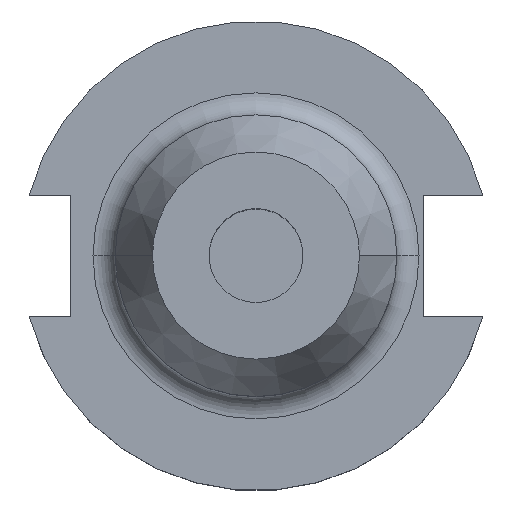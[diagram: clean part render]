
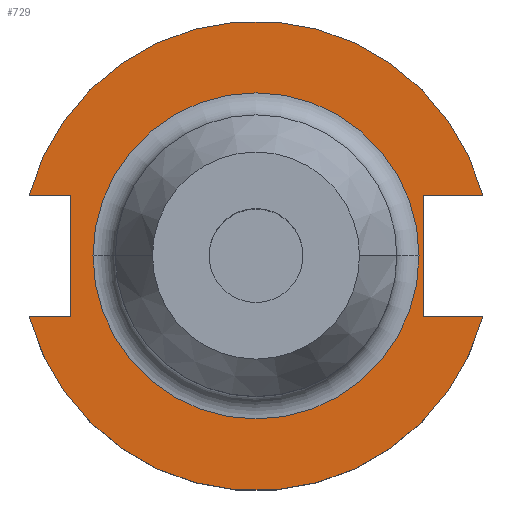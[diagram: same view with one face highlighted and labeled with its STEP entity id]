
A CAD part, top view. The second image highlights one B-rep face of the part: STEP entity #729.
In plain terms, the highlighted planar face has unit normal (0, 0, 1).
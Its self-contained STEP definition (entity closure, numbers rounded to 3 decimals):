
#25 = VERTEX_POINT ( 'NONE', #1000 ) ;
#34 = DIRECTION ( 'NONE',  ( -1., 0., 0. ) ) ;
#43 = CARTESIAN_POINT ( 'NONE',  ( 22.606, -8.192, 19.05 ) ) ;
#61 = CARTESIAN_POINT ( 'NONE',  ( -61.091, 8.191, 19.05 ) ) ;
#66 = VERTEX_POINT ( 'NONE', #919 ) ;
#74 = AXIS2_PLACEMENT_3D ( 'NONE', #939, #97, #329 ) ;
#94 = VERTEX_POINT ( 'NONE', #1025 ) ;
#97 = DIRECTION ( 'NONE',  ( 0., 0., -1. ) ) ;
#101 = DIRECTION ( 'NONE',  ( -1., 0., 0. ) ) ;
#106 = CARTESIAN_POINT ( 'NONE',  ( -61.091, -8.192, 19.05 ) ) ;
#111 = CARTESIAN_POINT ( 'NONE',  ( -30.675, 8.191, 19.05 ) ) ;
#116 = LINE ( 'NONE', #61, #1504 ) ;
#119 = CARTESIAN_POINT ( 'NONE',  ( 58.606, 8.191, 19.05 ) ) ;
#173 = LINE ( 'NONE', #1051, #1160 ) ;
#181 = ORIENTED_EDGE ( 'NONE', *, *, #1041, .T. ) ;
#183 = EDGE_CURVE ( 'NONE', #66, #635, #693, .T. ) ;
#193 = DIRECTION ( 'NONE',  ( 1., 0., 0. ) ) ;
#205 = LINE ( 'NONE', #268, #304 ) ;
#231 = ORIENTED_EDGE ( 'NONE', *, *, #377, .T. ) ;
#268 = CARTESIAN_POINT ( 'NONE',  ( -25.091, 8.191, 19.05 ) ) ;
#288 = DIRECTION ( 'NONE',  ( 0., -1., 0. ) ) ;
#297 = EDGE_CURVE ( 'NONE', #94, #635, #205, .T. ) ;
#304 = VECTOR ( 'NONE', #288, 1000. ) ;
#307 = DIRECTION ( 'NONE',  ( 0., 0., 1. ) ) ;
#310 = CARTESIAN_POINT ( 'NONE',  ( 30.675, -8.191, 19.05 ) ) ;
#319 = AXIS2_PLACEMENT_3D ( 'NONE', #583, #956, #101 ) ;
#329 = DIRECTION ( 'NONE',  ( -1., 0., 0. ) ) ;
#338 = ORIENTED_EDGE ( 'NONE', *, *, #297, .T. ) ;
#344 = ORIENTED_EDGE ( 'NONE', *, *, #1310, .T. ) ;
#357 = VERTEX_POINT ( 'NONE', #43 ) ;
#373 = VERTEX_POINT ( 'NONE', #1433 ) ;
#377 = EDGE_CURVE ( 'NONE', #1351, #1327, #412, .T. ) ;
#384 = CIRCLE ( 'NONE', #1087, 31.75 ) ;
#410 = ORIENTED_EDGE ( 'NONE', *, *, #464, .T. ) ;
#412 = CIRCLE ( 'NONE', #1065, 31.75 ) ;
#464 = EDGE_CURVE ( 'NONE', #680, #25, #748, .T. ) ;
#470 = VECTOR ( 'NONE', #34, 1000. ) ;
#530 = FACE_OUTER_BOUND ( 'NONE', #751, .T. ) ;
#551 = EDGE_CURVE ( 'NONE', #1472, #357, #826, .T. ) ;
#561 = CARTESIAN_POINT ( 'NONE',  ( -25.091, -8.192, 19.05 ) ) ;
#583 = CARTESIAN_POINT ( 'NONE',  ( 0., 0., 19.05 ) ) ;
#591 = LINE ( 'NONE', #119, #1324 ) ;
#596 = ORIENTED_EDGE ( 'NONE', *, *, #183, .F. ) ;
#604 = EDGE_LOOP ( 'NONE', ( #410, #344 ) ) ;
#635 = VERTEX_POINT ( 'NONE', #561 ) ;
#660 = DIRECTION ( 'NONE',  ( 1., 0., 0. ) ) ;
#680 = VERTEX_POINT ( 'NONE', #1141 ) ;
#693 = LINE ( 'NONE', #106, #763 ) ;
#713 = DIRECTION ( 'NONE',  ( 1., 0., 0. ) ) ;
#714 = CARTESIAN_POINT ( 'NONE',  ( 30.675, 8.191, 19.05 ) ) ;
#729 = ADVANCED_FACE ( 'NONE', ( #1322, #530 ), #1283, .F. ) ;
#748 = CIRCLE ( 'NONE', #1287, 22.05 ) ;
#751 = EDGE_LOOP ( 'NONE', ( #338, #596, #834, #1003, #1508, #1083, #231, #181 ) ) ;
#763 = VECTOR ( 'NONE', #713, 1000. ) ;
#809 = CIRCLE ( 'NONE', #319, 22.05 ) ;
#826 = LINE ( 'NONE', #1122, #470 ) ;
#834 = ORIENTED_EDGE ( 'NONE', *, *, #1082, .T. ) ;
#844 = DIRECTION ( 'NONE',  ( 0., 0., -1. ) ) ;
#887 = EDGE_CURVE ( 'NONE', #1351, #373, #591, .T. ) ;
#919 = CARTESIAN_POINT ( 'NONE',  ( -30.675, -8.192, 19.05 ) ) ;
#939 = CARTESIAN_POINT ( 'NONE',  ( 0., 19.05, 19.05 ) ) ;
#956 = DIRECTION ( 'NONE',  ( 0., 0., -1. ) ) ;
#957 = DIRECTION ( 'NONE',  ( -1., 0., 0. ) ) ;
#968 = DIRECTION ( 'NONE',  ( -1., 0., 0. ) ) ;
#1000 = CARTESIAN_POINT ( 'NONE',  ( 22.05, 0., 19.05 ) ) ;
#1003 = ORIENTED_EDGE ( 'NONE', *, *, #551, .T. ) ;
#1017 = CARTESIAN_POINT ( 'NONE',  ( 0., 0., 19.05 ) ) ;
#1025 = CARTESIAN_POINT ( 'NONE',  ( -25.091, 8.191, 19.05 ) ) ;
#1041 = EDGE_CURVE ( 'NONE', #1327, #94, #116, .T. ) ;
#1051 = CARTESIAN_POINT ( 'NONE',  ( 22.606, 19.05, 19.05 ) ) ;
#1065 = AXIS2_PLACEMENT_3D ( 'NONE', #1017, #1354, #660 ) ;
#1082 = EDGE_CURVE ( 'NONE', #66, #1472, #384, .T. ) ;
#1083 = ORIENTED_EDGE ( 'NONE', *, *, #887, .F. ) ;
#1087 = AXIS2_PLACEMENT_3D ( 'NONE', #1482, #307, #193 ) ;
#1122 = CARTESIAN_POINT ( 'NONE',  ( 58.606, -8.192, 19.05 ) ) ;
#1141 = CARTESIAN_POINT ( 'NONE',  ( -22.05, 0., 19.05 ) ) ;
#1160 = VECTOR ( 'NONE', #1278, 1000. ) ;
#1278 = DIRECTION ( 'NONE',  ( 0., -1., 0. ) ) ;
#1283 = PLANE ( 'NONE',  #74 ) ;
#1287 = AXIS2_PLACEMENT_3D ( 'NONE', #1520, #844, #957 ) ;
#1310 = EDGE_CURVE ( 'NONE', #25, #680, #809, .T. ) ;
#1322 = FACE_BOUND ( 'NONE', #604, .T. ) ;
#1324 = VECTOR ( 'NONE', #968, 1000. ) ;
#1327 = VERTEX_POINT ( 'NONE', #111 ) ;
#1351 = VERTEX_POINT ( 'NONE', #714 ) ;
#1354 = DIRECTION ( 'NONE',  ( 0., 0., 1. ) ) ;
#1373 = DIRECTION ( 'NONE',  ( 1., 0., 0. ) ) ;
#1433 = CARTESIAN_POINT ( 'NONE',  ( 22.606, 8.191, 19.05 ) ) ;
#1472 = VERTEX_POINT ( 'NONE', #310 ) ;
#1482 = CARTESIAN_POINT ( 'NONE',  ( 0., 0., 19.05 ) ) ;
#1499 = EDGE_CURVE ( 'NONE', #373, #357, #173, .T. ) ;
#1504 = VECTOR ( 'NONE', #1373, 1000. ) ;
#1508 = ORIENTED_EDGE ( 'NONE', *, *, #1499, .F. ) ;
#1520 = CARTESIAN_POINT ( 'NONE',  ( 0., 0., 19.05 ) ) ;
